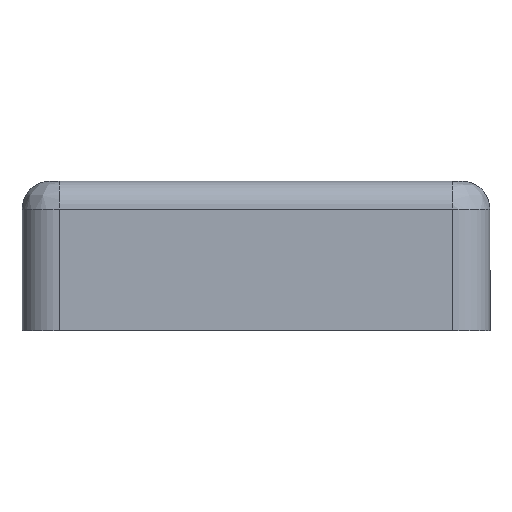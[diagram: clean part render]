
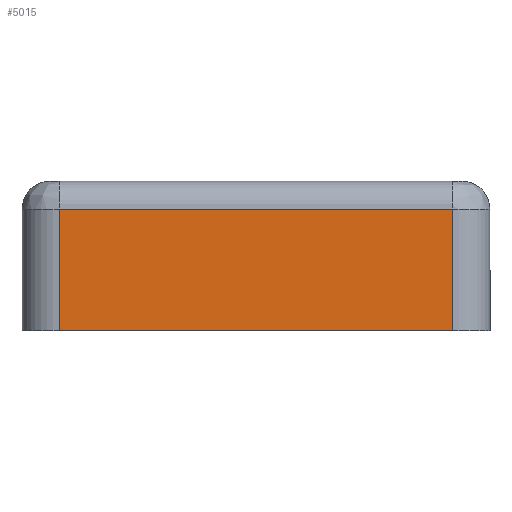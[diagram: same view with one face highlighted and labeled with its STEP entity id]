
A CAD part, left-side view. The second image highlights one B-rep face of the part: STEP entity #5015.
In plain terms, the highlighted planar face has unit normal (-1, 0, 0).
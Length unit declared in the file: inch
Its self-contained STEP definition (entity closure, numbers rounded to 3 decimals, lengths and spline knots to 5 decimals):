
#294 = LINE ( 'NONE', #6560, #3840 ) ;
#307 = VERTEX_POINT ( 'NONE', #8416 ) ;
#500 = DIRECTION ( 'NONE',  ( 0., 0., 1. ) ) ;
#884 = DIRECTION ( 'NONE',  ( 0., 1., 0. ) ) ;
#1295 = VECTOR ( 'NONE', #8714, 39.37008 ) ;
#1314 = VECTOR ( 'NONE', #6533, 39.37008 ) ;
#1959 = LINE ( 'NONE', #5885, #3829 ) ;
#2156 = VERTEX_POINT ( 'NONE', #6189 ) ;
#2612 = CARTESIAN_POINT ( 'NONE',  ( -1.9685, 0.82677, 0. ) ) ;
#3021 = DIRECTION ( 'NONE',  ( 0., 0., -1. ) ) ;
#3085 = DIRECTION ( 'NONE',  ( 1., 0., 0. ) ) ;
#3110 = CARTESIAN_POINT ( 'NONE',  ( -1.9685, 0.98425, 0.62992 ) ) ;
#3456 = VERTEX_POINT ( 'NONE', #5378 ) ;
#3592 = EDGE_LOOP ( 'NONE', ( #7399, #4344, #4438, #4671 ) ) ;
#3734 = PLANE ( 'NONE',  #5370 ) ;
#3829 = VECTOR ( 'NONE', #884, 39.37008 ) ;
#3840 = VECTOR ( 'NONE', #500, 39.37008 ) ;
#4107 = EDGE_CURVE ( 'NONE', #307, #2156, #6809, .T. ) ;
#4344 = ORIENTED_EDGE ( 'NONE', *, *, #6968, .F. ) ;
#4438 = ORIENTED_EDGE ( 'NONE', *, *, #7125, .F. ) ;
#4671 = ORIENTED_EDGE ( 'NONE', *, *, #6124, .F. ) ;
#5015 = ADVANCED_FACE ( 'NONE', ( #5161 ), #3734, .F. ) ;
#5161 = FACE_OUTER_BOUND ( 'NONE', #3592, .T. ) ;
#5370 = AXIS2_PLACEMENT_3D ( 'NONE', #3110, #3085, #3021 ) ;
#5378 = CARTESIAN_POINT ( 'NONE',  ( -1.9685, -0.82677, 0. ) ) ;
#5574 = VERTEX_POINT ( 'NONE', #2612 ) ;
#5885 = CARTESIAN_POINT ( 'NONE',  ( -1.9685, 0.98425, 0. ) ) ;
#6124 = EDGE_CURVE ( 'NONE', #2156, #3456, #7587, .T. ) ;
#6189 = CARTESIAN_POINT ( 'NONE',  ( -1.9685, -0.82677, 0.51181 ) ) ;
#6528 = CARTESIAN_POINT ( 'NONE',  ( -1.9685, -0.82677, 0.62992 ) ) ;
#6533 = DIRECTION ( 'NONE',  ( 0., 0., -1. ) ) ;
#6560 = CARTESIAN_POINT ( 'NONE',  ( -1.9685, 0.82677, 0.62992 ) ) ;
#6809 = LINE ( 'NONE', #8687, #1295 ) ;
#6968 = EDGE_CURVE ( 'NONE', #5574, #307, #294, .T. ) ;
#7125 = EDGE_CURVE ( 'NONE', #3456, #5574, #1959, .T. ) ;
#7399 = ORIENTED_EDGE ( 'NONE', *, *, #4107, .F. ) ;
#7587 = LINE ( 'NONE', #6528, #1314 ) ;
#8416 = CARTESIAN_POINT ( 'NONE',  ( -1.9685, 0.82677, 0.51181 ) ) ;
#8687 = CARTESIAN_POINT ( 'NONE',  ( -1.9685, -0.98425, 0.51181 ) ) ;
#8714 = DIRECTION ( 'NONE',  ( 0., -1., 0. ) ) ;
